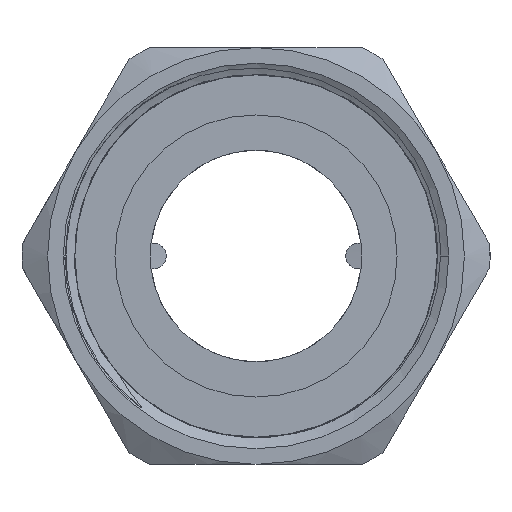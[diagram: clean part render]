
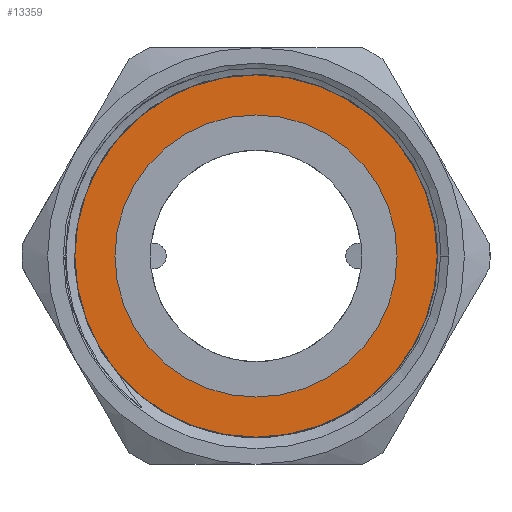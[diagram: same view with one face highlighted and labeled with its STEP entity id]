
A CAD part, left-side view. The second image highlights one B-rep face of the part: STEP entity #13359.
In plain terms, the highlighted planar face has unit normal (-1, 0, 0).
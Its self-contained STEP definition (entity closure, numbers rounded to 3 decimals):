
#13234=CARTESIAN_POINT('',(0.,0.,0.));
#13235=DIRECTION('',(-1.,0.,0.));
#13236=DIRECTION('',(0.,1.,0.));
#13237=AXIS2_PLACEMENT_3D('',#13234,#13235,#13236);
#13242=CARTESIAN_POINT('',(0.,0.,0.));
#13243=DIRECTION('',(1.,0.,0.));
#13244=DIRECTION('',(0.,1.,0.));
#13245=AXIS2_PLACEMENT_3D('',#13242,#13243,#13244);
#13250=CARTESIAN_POINT('',(0.,0.,0.));
#13251=DIRECTION('',(1.,0.,0.));
#13252=DIRECTION('',(0.,1.,0.));
#13253=AXIS2_PLACEMENT_3D('',#13250,#13251,#13252);
#13272=CARTESIAN_POINT('',(0.,0.,0.));
#13273=DIRECTION('',(-1.,0.,0.));
#13274=DIRECTION('',(0.,1.,0.));
#13275=AXIS2_PLACEMENT_3D('',#13272,#13273,#13274);
#13326=CARTESIAN_POINT('',(0.,22.,0.));
#13328=VERTEX_POINT('',#13326);
#13331=CARTESIAN_POINT('',(0.,28.25,0.));
#13333=VERTEX_POINT('',#13331);
#13334=CARTESIAN_POINT('',(0.,-22.,0.));
#13336=VERTEX_POINT('',#13334);
#13339=CARTESIAN_POINT('',(0.,-28.25,0.));
#13341=VERTEX_POINT('',#13339);
#13342=CARTESIAN_POINT('',(0.,0.,0.));
#13343=DIRECTION('',(1.,0.,0.));
#13344=DIRECTION('',(0.,-1.,0.));
#13345=AXIS2_PLACEMENT_3D('',#13342,#13343,#13344);
#13346=PLANE('',#13345);
#13348=ORIENTED_EDGE('',*,*,#13347,.F.);
#13350=ORIENTED_EDGE('',*,*,#13349,.T.);
#13351=EDGE_LOOP('',(#13348,#13350));
#13352=FACE_OUTER_BOUND('',#13351,.F.);
#13354=ORIENTED_EDGE('',*,*,#13353,.F.);
#13356=ORIENTED_EDGE('',*,*,#13355,.T.);
#13357=EDGE_LOOP('',(#13354,#13356));
#13358=FACE_BOUND('',#13357,.F.);
#13359=ADVANCED_FACE('',(#13352,#13358),#13346,.F.);
#13238=CIRCLE('',#13237,28.25);
#13246=CIRCLE('',#13245,28.25);
#13254=CIRCLE('',#13253,22.);
#13276=CIRCLE('',#13275,22.);
#13347=EDGE_CURVE('',#13333,#13341,#13238,.T.);
#13349=EDGE_CURVE('',#13333,#13341,#13246,.T.);
#13353=EDGE_CURVE('',#13328,#13336,#13254,.T.);
#13355=EDGE_CURVE('',#13328,#13336,#13276,.T.);
